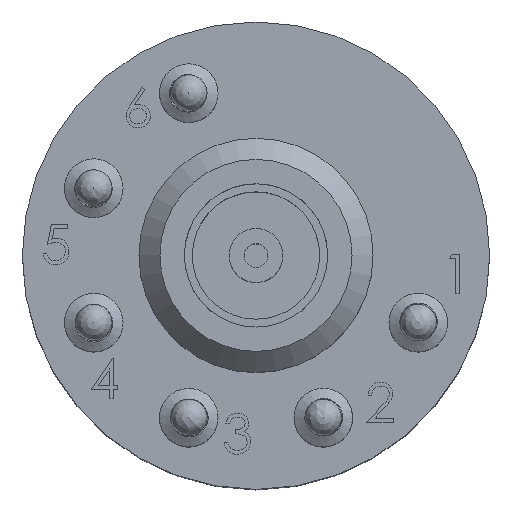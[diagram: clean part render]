
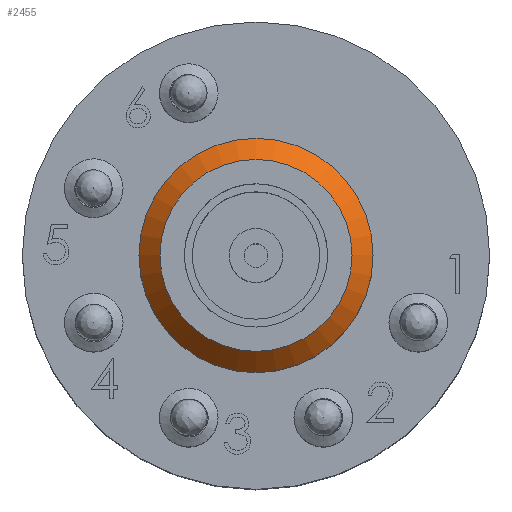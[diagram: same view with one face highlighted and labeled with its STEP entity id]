
A CAD part, top view. The second image highlights one B-rep face of the part: STEP entity #2455.
In plain terms, the highlighted conical face has half-angle 45 degrees and reference radius 6.35 mm.
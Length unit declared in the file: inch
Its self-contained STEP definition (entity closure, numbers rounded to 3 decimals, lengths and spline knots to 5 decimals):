
#452=CONICAL_SURFACE($,#2663,0.25,45.);
#572=FACE_BOUND($,#834,.T.);
#649=FACE_OUTER_BOUND($,#833,.T.);
#833=EDGE_LOOP($,(#1761));
#834=EDGE_LOOP($,(#1762));
#1062=CIRCLE($,#2664,0.205);
#1063=CIRCLE($,#2665,0.25);
#1150=VERTEX_POINT($,#3489);
#1151=VERTEX_POINT($,#3491);
#1408=EDGE_CURVE($,#1150,#1150,#1062,.T.);
#1409=EDGE_CURVE($,#1151,#1151,#1063,.T.);
#1761=ORIENTED_EDGE($,*,*,#1408,.F.);
#1762=ORIENTED_EDGE($,*,*,#1409,.F.);
#2455=ADVANCED_FACE($,(#649,#572),#452,.T.);
#2663=AXIS2_PLACEMENT_3D($,#3488,#2918,#2919);
#2664=AXIS2_PLACEMENT_3D($,#3490,#2920,#2921);
#2665=AXIS2_PLACEMENT_3D($,#3492,#2922,#2923);
#2918=DIRECTION('center_axis',(0.,0.,-1.));
#2919=DIRECTION('ref_axis',(-1.,0.,0.));
#2920=DIRECTION('center_axis',(0.,0.,1.));
#2921=DIRECTION('ref_axis',(1.,0.,0.));
#2922=DIRECTION('center_axis',(0.,0.,-1.));
#2923=DIRECTION('ref_axis',(1.,0.,0.));
#3488=CARTESIAN_POINT('Origin',(0.,0.,
0.945));
#3489=CARTESIAN_POINT('',(-0.205,0.,0.99));
#3490=CARTESIAN_POINT('Origin',(0.,0.,
0.99));
#3491=CARTESIAN_POINT('',(-0.25,0.,0.945));
#3492=CARTESIAN_POINT('Origin',(0.,0.,
0.945));
